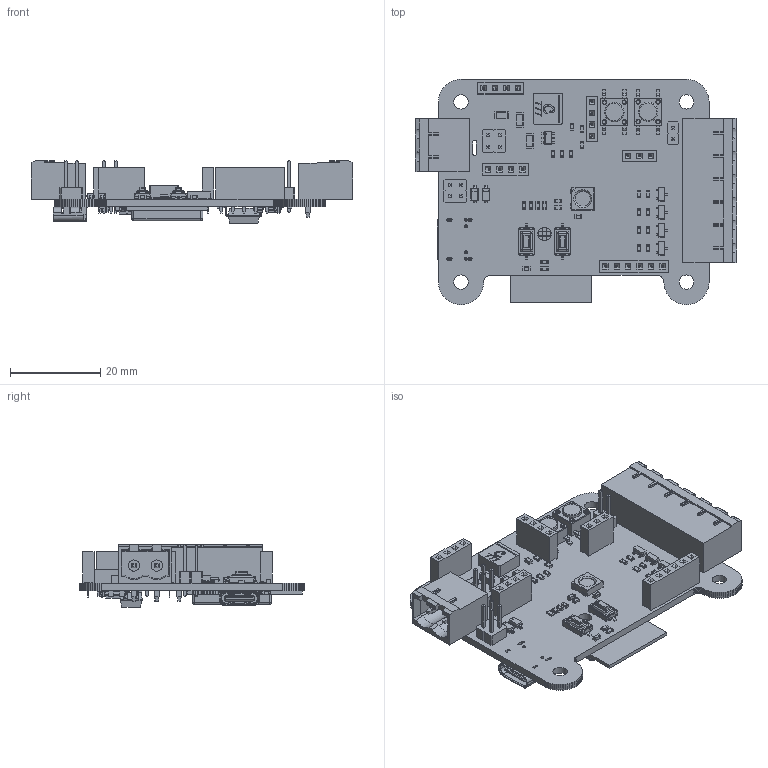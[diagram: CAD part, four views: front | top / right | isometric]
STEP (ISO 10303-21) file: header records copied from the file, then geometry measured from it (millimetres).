
FILE_DESCRIPTION(('KiCad electronic assembly'),'2;1');
FILE_NAME('starfish.step','2024-06-19T20:27:31',('Pcbnew'),('Kicad'), 'Open CASCADE STEP processor 7.7','KiCad to STEP converter','Unknown' );
FILE_SCHEMA(('AUTOMOTIVE_DESIGN { 1 0 10303 214 1 1 1 1 }'));
Length unit declared in the file: millimetre
Products named in the file (46): starfish 1; 1301.9315; COMPOUND; PinHeader_2x02_P2.54mm_Vertical; SOLID; SW_Tactile_SPST_NO_Straight_CK_PTS636Sx25SMTRLFS; R_0603_1608Metric; PinSocket_1x03_P2.54mm_Vertical; C_0603_1608Metric; C_1206_3216Metric; LED_SK6812_PLCC4_5.0x5.0mm_P3.2mm; SOT-23; CUI_DEVICES_TBP01R1-508-06BE; D_SOD-123; PinSocket_1x04_P2.54mm_Vertical; PinHeader_1x02_P2.54mm_Vertical; CUI_DEVICES_TBP01R1-508-02BE; Coilcraft-XAL6030; PinSocket_1x06_P2.54mm_Vertical; TSOT-26; SOT-223; USB4105-GF-A-120; C_0805_2012Metric; SMDIP-4_W9.53mm; ESP32-S3-WROOM; starfish PCB
Assembly tree (91 placements, depth 3):
  starfish 1
    1301.9315  x2
      COMPOUND
    PinHeader_2x02_P2.54mm_Vertical  x2
      SOLID
    SW_Tactile_SPST_NO_Straight_CK_PTS636Sx25SMTRLFS  x2
      COMPOUND
    R_0603_1608Metric  x27
      SOLID
    PinSocket_1x03_P2.54mm_Vertical
      SOLID
    C_0603_1608Metric  x5
      SOLID
    C_1206_3216Metric  x3
      SOLID
    LED_SK6812_PLCC4_5.0x5.0mm_P3.2mm
      SOLID
    SOT-23  x6
      SOLID
    CUI_DEVICES_TBP01R1-508-06BE
      SOLID
    D_SOD-123  x3
      SOLID
    PinSocket_1x04_P2.54mm_Vertical  x3
      SOLID
    PinHeader_1x02_P2.54mm_Vertical
      SOLID
    CUI_DEVICES_TBP01R1-508-02BE
      SOLID
    Coilcraft-XAL6030
      SOLID
    PinSocket_1x06_P2.54mm_Vertical
      SOLID
    TSOT-26
      COMPOUND
    SOT-223
      SOLID
    USB4105-GF-A-120
      COMPOUND
    C_0805_2012Metric  x3
      SOLID
    SMDIP-4_W9.53mm
      SOLID
    ESP32-S3-WROOM
      COMPOUND
    starfish PCB
Bounding box: 71.39 x 50 x 13.9 mm (x, y, z)
Volume: 9012 mm3; surface area: 15839.9 mm2
Topology: 224 solids, 224 shells, 7715 faces, 19950 edges, 12803 vertices
Faces by surface type: plane 5182, bspline 1286, cylinder 1150, cone 57, torus 20, sphere 20
Full cylindrical faces by diameter (mm): 0.2 x1, 0.55 x1, 0.65 x2, 1 x31, 1.7 x8, 3 x1, 3.2 x4, 3.333 x1
Entity records: 387900 total; most frequent: CARTESIAN_POINT 94627, DIRECTION 47072, LINE 34639, VECTOR 34639, ORIENTED_EDGE 29240, PCURVE 29240, DEFINITIONAL_REPRESENTATION 29240, EDGE_CURVE 14620
